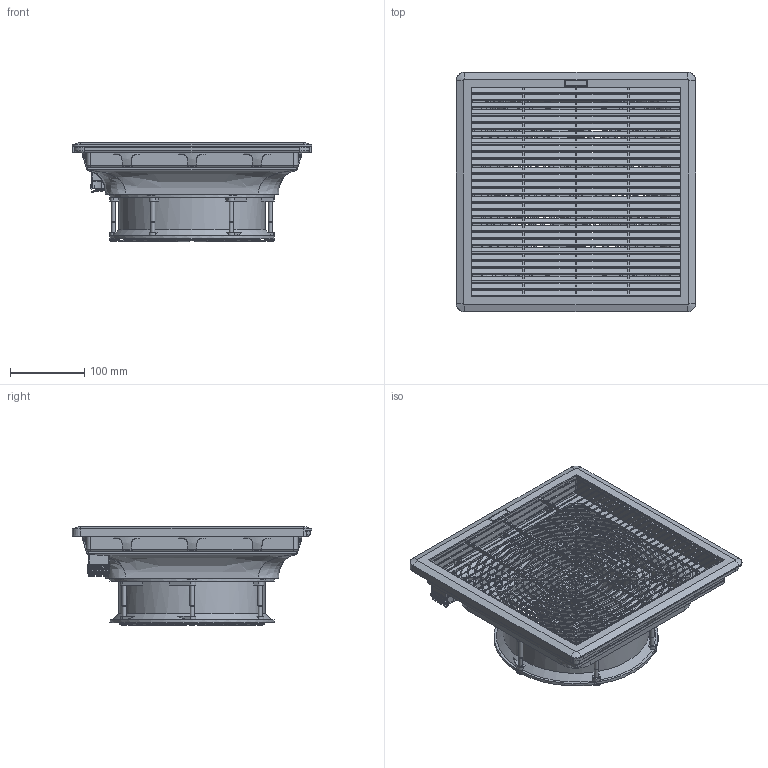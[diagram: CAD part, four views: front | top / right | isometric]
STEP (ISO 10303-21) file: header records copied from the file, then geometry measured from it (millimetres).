
FILE_DESCRIPTION(/* description */ (''),/* implementation_level */ '2;1');
FILE_NAME(/* name */ 'NLV-300X.step',/* time_stamp */ '2022-06-16T11:57:14+03:00',/* author */ (''),/* organization */ (''),/* preprocessor_version */ 'ST-DEVELOPER v19',/* originating_system */ 'Autodesk Translation Framework v11.7.0.108',/* authorisation */ '');
FILE_SCHEMA (('AUTOMOTIVE_DESIGN { 1 0 10303 214 3 1 1 }'));
Products named in the file (11): NLV(300-250-200-150-100)_СБ; NLV-300X; NLV-300_Патрубок; NLV-300_Корпус; Adels-Contact_040013 v1; Fan_big; Fan_grill_big; ЛОГО; NLV-300_Крышка; NLV _ защелка; DIN EN ISO 7045 - M6 x 60 - 4.8 - H
Assembly tree (26 placements, depth 3):
  NLV(300-250-200-150-100)_СБ
    NLV-300X
      NLV _ защелка  x12
      NLV-300_Патрубок
      NLV-300_Корпус
      DIN EN ISO 7045 - M6 x 60 - 4.8 - H  x6
      Adels-Contact_040013 v1
      Fan_big
      Fan_grill_big
      ЛОГО
      NLV-300_Крышка
Bounding box: 324 x 323.78 x 134.46 mm (x, y, z)
Volume: 1102449.1 mm3; surface area: 880054 mm2
Topology: 44 solids, 48 shells, 3421 faces, 9799 edges, 6366 vertices
Faces by surface type: plane 1989, cylinder 893, bspline 236, cone 144, torus 131, sphere 28
Full cylindrical faces by diameter (mm): 1.5 x12, 3 x18, 4 x8, 4.252 x3, 4.4 x6, 4.5 x6, 5 x6, 5.459 x6, 5.5 x18, 6 x6, 7 x4, 8 x4, 9.5 x14, 13 x4, 55 x1, 60 x1, 79 x1, 81 x1, 190 x1, 198 x1, 204 x1, 222 x2
Entity records: 113295 total; most frequent: CARTESIAN_POINT 34336, ORIENTED_EDGE 16862, DIRECTION 15795, EDGE_CURVE 8431, LINE 5523, VECTOR 5523, VERTEX_POINT 5458, AXIS2_PLACEMENT_3D 5136
